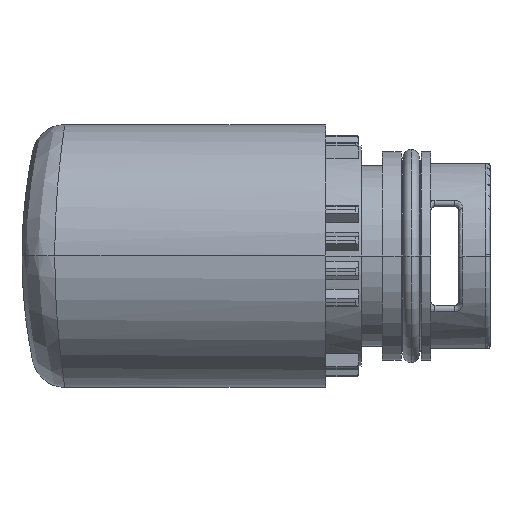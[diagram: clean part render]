
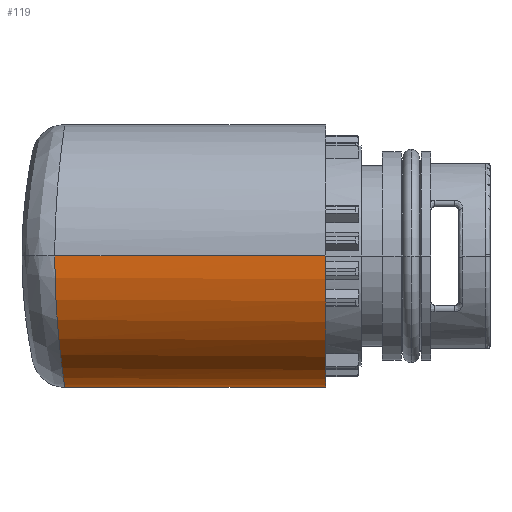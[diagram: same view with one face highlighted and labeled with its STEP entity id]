
A CAD part, left-side view. The second image highlights one B-rep face of the part: STEP entity #119.
In plain terms, the highlighted cylindrical face has radius 8 mm (diameter 16 mm), a partial arc.
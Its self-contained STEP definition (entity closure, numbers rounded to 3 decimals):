
#119=ADVANCED_FACE('',(#633),#634,.T.);
#633=FACE_OUTER_BOUND('',#1632,.T.);
#634=CYLINDRICAL_SURFACE('',#1633,8.0);
#1632=EDGE_LOOP('',(#3867,#3868,#3869,#3870,#3871,#3872,#3873));
#1633=AXIS2_PLACEMENT_3D('',#3874,#3875,#3876);
#3867=ORIENTED_EDGE('',*,*,#7536,.T.);
#3868=ORIENTED_EDGE('',*,*,#7537,.F.);
#3869=ORIENTED_EDGE('',*,*,#7538,.F.);
#3870=ORIENTED_EDGE('',*,*,#7539,.T.);
#3871=ORIENTED_EDGE('',*,*,#7526,.F.);
#3872=ORIENTED_EDGE('',*,*,#7535,.T.);
#3873=ORIENTED_EDGE('',*,*,#7540,.T.);
#3874=CARTESIAN_POINT('',(0.0,-20.925,0.0));
#3875=DIRECTION('',(0.0,-1.0,0.0));
#3876=DIRECTION('',(1.0,0.0,0.0));
#7526=EDGE_CURVE('',#8923,#8924,#8925,.T.);
#7535=EDGE_CURVE('',#8923,#8938,#8940,.T.);
#7536=EDGE_CURVE('',#8941,#8942,#8943,.T.);
#7537=EDGE_CURVE('',#8944,#8942,#8945,.T.);
#7538=EDGE_CURVE('',#8946,#8944,#8947,.T.);
#7539=EDGE_CURVE('',#8946,#8924,#8948,.T.);
#7540=EDGE_CURVE('',#8938,#8941,#8949,.T.);
#8923=VERTEX_POINT('',#11065);
#8924=VERTEX_POINT('',#11066);
#8925=LINE('',#11067,#11068);
#8938=VERTEX_POINT('',#11091);
#8940=B_SPLINE_CURVE_WITH_KNOTS('',3,(#11093,#11094,#11095,#11096,#11097,#11098),.UNSPECIFIED.,.F.,.F.,(4,1,1,4),(0.0,0.333,0.667,1.0),.UNSPECIFIED.);
#8941=VERTEX_POINT('',#11099);
#8942=VERTEX_POINT('',#11100);
#8943=LINE('',#11101,#11102);
#8944=VERTEX_POINT('',#11103);
#8945=CIRCLE('',#11104,8.0);
#8946=VERTEX_POINT('',#11105);
#8947=LINE('',#11106,#11107);
#8948=B_SPLINE_CURVE_WITH_KNOTS('',3,(#11108,#11109,#11110,#11111,#11112,#11113,#11114,#11115,#11116,#11117,#11118,#11119,#11120),.UNSPECIFIED.,.F.,.F.,(4,1,1,1,1,1,1,1,1,1,4),(0.0,0.1,0.2,0.3,0.4,0.5,0.6,0.7,0.8,0.9,1.0),.UNSPECIFIED.);
#8949=B_SPLINE_CURVE_WITH_KNOTS('',3,(#11121,#11122,#11123,#11124,#11125,#11126,#11127,#11128,#11129,#11130,#11131,#11132),.UNSPECIFIED.,.F.,.F.,(4,1,1,1,1,1,1,1,1,4),(0.0,0.111,0.222,0.333,0.444,0.556,0.667,0.778,0.889,1.0),.UNSPECIFIED.);
#11065=CARTESIAN_POINT('',(0.0,-3.606,-8.0));
#11066=CARTESIAN_POINT('',(0.0,6.388,-8.));
#11067=CARTESIAN_POINT('',(0.0,-3.606,-8.0));
#11068=VECTOR('',#14782,9.993);
#11091=CARTESIAN_POINT('',(2.211,-4.764,-7.688));
#11093=CARTESIAN_POINT('',(0.0,-3.606,-8.0));
#11094=CARTESIAN_POINT('',(0.257,-3.744,-8.));
#11095=CARTESIAN_POINT('',(0.765,-4.017,-7.975));
#11096=CARTESIAN_POINT('',(1.513,-4.413,-7.867));
#11097=CARTESIAN_POINT('',(1.983,-4.652,-7.754));
#11098=CARTESIAN_POINT('',(2.211,-4.764,-7.688));
#11099=CARTESIAN_POINT('',(8.,-9.25,0.));
#11100=CARTESIAN_POINT('',(8.0,-9.5,0.0));
#11101=CARTESIAN_POINT('',(8.,-9.25,0.));
#11102=VECTOR('',#14794,0.25);
#11103=CARTESIAN_POINT('',(-8.0,-9.5,0.0));
#11104=AXIS2_PLACEMENT_3D('',#14795,#14796,#14797);
#11105=CARTESIAN_POINT('',(-8.,7.0,0.));
#11106=CARTESIAN_POINT('',(-8.,7.0,0.));
#11107=VECTOR('',#14798,16.5);
#11108=CARTESIAN_POINT('',(-8.,7.0,0.));
#11109=CARTESIAN_POINT('',(-8.,7.,-0.415));
#11110=CARTESIAN_POINT('',(-7.935,6.99,-1.248));
#11111=CARTESIAN_POINT('',(-7.644,6.947,-2.471));
#11112=CARTESIAN_POINT('',(-7.163,6.879,-3.636));
#11113=CARTESIAN_POINT('',(-6.504,6.792,-4.715));
#11114=CARTESIAN_POINT('',(-5.682,6.696,-5.679));
#11115=CARTESIAN_POINT('',(-4.718,6.599,-6.502));
#11116=CARTESIAN_POINT('',(-3.64,6.511,-7.161));
#11117=CARTESIAN_POINT('',(-2.475,6.442,-7.642));
#11118=CARTESIAN_POINT('',(-1.252,6.398,-7.935));
#11119=CARTESIAN_POINT('',(-0.417,6.388,-8.));
#11120=CARTESIAN_POINT('',(0.0,6.388,-8.));
#11121=CARTESIAN_POINT('',(2.211,-4.764,-7.688));
#11122=CARTESIAN_POINT('',(2.559,-4.936,-7.588));
#11123=CARTESIAN_POINT('',(3.27,-5.35,-7.332));
#11124=CARTESIAN_POINT('',(4.356,-6.122,-6.755));
#11125=CARTESIAN_POINT('',(5.467,-7.012,-5.894));
#11126=CARTESIAN_POINT('',(6.337,-7.756,-4.935));
#11127=CARTESIAN_POINT('',(7.005,-8.346,-3.923));
#11128=CARTESIAN_POINT('',(7.485,-8.779,-2.894));
#11129=CARTESIAN_POINT('',(7.803,-9.069,-1.866));
#11130=CARTESIAN_POINT('',(7.971,-9.224,-0.871));
#11131=CARTESIAN_POINT('',(8.,-9.25,-0.279));
#11132=CARTESIAN_POINT('',(8.,-9.25,0.));
#14782=DIRECTION('',(0.0,1.0,0.));
#14794=DIRECTION('',(0.,-1.,0.));
#14795=CARTESIAN_POINT('',(0.0,-9.5,0.0));
#14796=DIRECTION('',(0.0,-1.0,0.0));
#14797=DIRECTION('',(-1.0,0.0,0.0));
#14798=DIRECTION('',(0.,-1.,0.));
